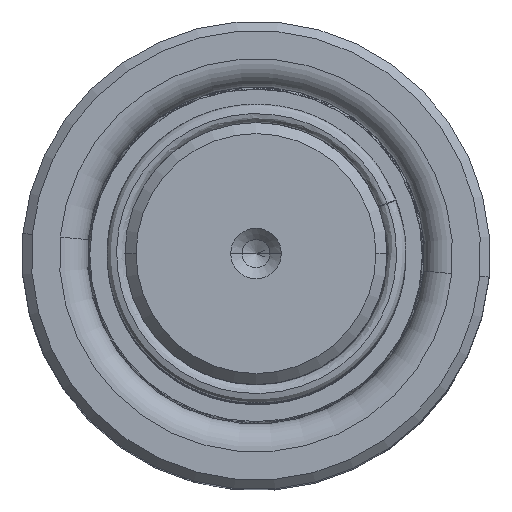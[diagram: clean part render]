
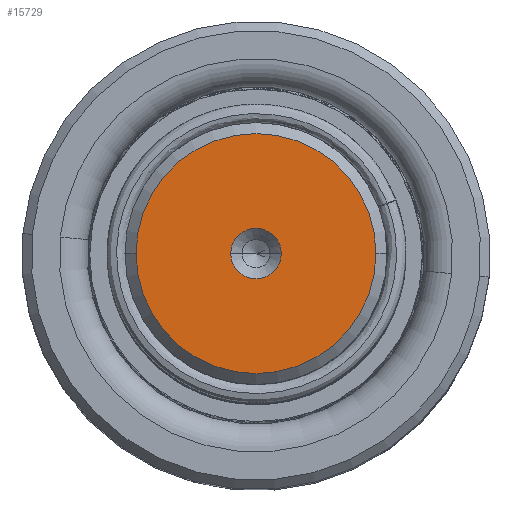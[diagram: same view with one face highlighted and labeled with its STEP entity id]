
A CAD part, top view. The second image highlights one B-rep face of the part: STEP entity #15729.
In plain terms, the highlighted planar face has unit normal (0, 0, 1).
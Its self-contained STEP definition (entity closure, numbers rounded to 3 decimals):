
#1230 = ORIENTED_EDGE ( 'NONE', *, *, #15246, .F. ) ;
#5751 = AXIS2_PLACEMENT_3D ( 'NONE', #25215, #44061, #58077 ) ;
#10197 = PLANE ( 'NONE',  #5751 ) ;
#10273 = CIRCLE ( 'NONE', #25792, 2.7 ) ;
#10792 = CARTESIAN_POINT ( 'NONE',  ( 12.811, 0., 190. ) ) ;
#10951 = ORIENTED_EDGE ( 'NONE', *, *, #13304, .T. ) ;
#12905 = VERTEX_POINT ( 'NONE', #46465 ) ;
#13304 = EDGE_CURVE ( 'NONE', #21496, #37898, #58114, .T. ) ;
#13462 = CARTESIAN_POINT ( 'NONE',  ( 0., 0., 190. ) ) ;
#15246 = EDGE_CURVE ( 'NONE', #35397, #12905, #52926, .T. ) ;
#15729 = ADVANCED_FACE ( 'NONE', ( #58056, #47688 ), #10197, .T. ) ;
#17039 = DIRECTION ( 'NONE',  ( 0., 0., 1. ) ) ;
#17981 = ORIENTED_EDGE ( 'NONE', *, *, #57639, .F. ) ;
#20303 = CARTESIAN_POINT ( 'NONE',  ( 2.7, 0., 190. ) ) ;
#21496 = VERTEX_POINT ( 'NONE', #46915 ) ;
#21771 = DIRECTION ( 'NONE',  ( 1., 0., 0. ) ) ;
#22181 = DIRECTION ( 'NONE',  ( 0., 0., 1. ) ) ;
#25215 = CARTESIAN_POINT ( 'NONE',  ( 0., 0., 190. ) ) ;
#25792 = AXIS2_PLACEMENT_3D ( 'NONE', #46323, #55820, #55631 ) ;
#26191 = AXIS2_PLACEMENT_3D ( 'NONE', #31833, #22181, #59767 ) ;
#31833 = CARTESIAN_POINT ( 'NONE',  ( 0., 0., 190. ) ) ;
#35397 = VERTEX_POINT ( 'NONE', #20303 ) ;
#37898 = VERTEX_POINT ( 'NONE', #10792 ) ;
#38284 = EDGE_LOOP ( 'NONE', ( #1230, #17981 ) ) ;
#41081 = EDGE_LOOP ( 'NONE', ( #10951, #44849 ) ) ;
#44061 = DIRECTION ( 'NONE',  ( 0., 0., 1. ) ) ;
#44117 = AXIS2_PLACEMENT_3D ( 'NONE', #58757, #17039, #21771 ) ;
#44849 = ORIENTED_EDGE ( 'NONE', *, *, #47722, .T. ) ;
#45686 = DIRECTION ( 'NONE',  ( 0., 0., 1. ) ) ;
#46323 = CARTESIAN_POINT ( 'NONE',  ( 0., 0., 190. ) ) ;
#46465 = CARTESIAN_POINT ( 'NONE',  ( -2.7, 0., 190. ) ) ;
#46915 = CARTESIAN_POINT ( 'NONE',  ( -12.811, 0., 190. ) ) ;
#47688 = FACE_OUTER_BOUND ( 'NONE', #41081, .T. ) ;
#47722 = EDGE_CURVE ( 'NONE', #37898, #21496, #55438, .T. ) ;
#50460 = DIRECTION ( 'NONE',  ( 1., 0., 0. ) ) ;
#51029 = AXIS2_PLACEMENT_3D ( 'NONE', #13462, #45686, #50460 ) ;
#52926 = CIRCLE ( 'NONE', #51029, 2.7 ) ;
#55438 = CIRCLE ( 'NONE', #44117, 12.811 ) ;
#55631 = DIRECTION ( 'NONE',  ( 1., 0., 0. ) ) ;
#55820 = DIRECTION ( 'NONE',  ( 0., 0., 1. ) ) ;
#57639 = EDGE_CURVE ( 'NONE', #12905, #35397, #10273, .T. ) ;
#58056 = FACE_BOUND ( 'NONE', #38284, .T. ) ;
#58077 = DIRECTION ( 'NONE',  ( 1., 0., 0. ) ) ;
#58114 = CIRCLE ( 'NONE', #26191, 12.811 ) ;
#58757 = CARTESIAN_POINT ( 'NONE',  ( 0., 0., 190. ) ) ;
#59767 = DIRECTION ( 'NONE',  ( 1., 0., 0. ) ) ;
